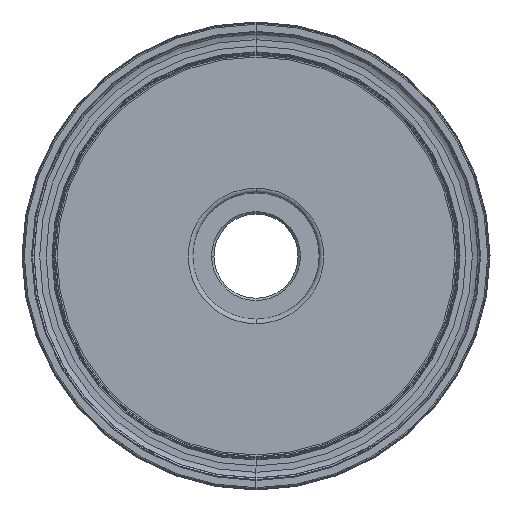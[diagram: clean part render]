
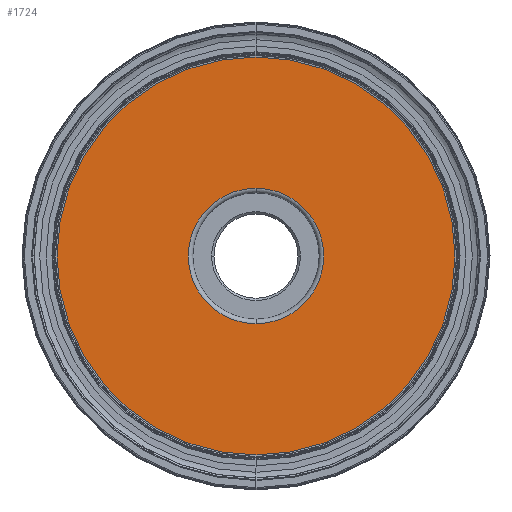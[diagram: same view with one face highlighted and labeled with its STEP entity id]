
A CAD part, top view. The second image highlights one B-rep face of the part: STEP entity #1724.
In plain terms, the highlighted planar face has unit normal (0, 0, 1).
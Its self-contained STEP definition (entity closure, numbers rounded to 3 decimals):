
#606=CARTESIAN_POINT('',(0.,0.,48.201));
#607=DIRECTION('',(0.,0.,-1.));
#608=DIRECTION('',(0.,1.,0.));
#609=AXIS2_PLACEMENT_3D('',#606,#607,#608);
#611=CARTESIAN_POINT('',(0.,0.,48.201));
#612=DIRECTION('',(0.,0.,-1.));
#613=DIRECTION('',(0.,-1.,0.));
#614=AXIS2_PLACEMENT_3D('',#611,#612,#613);
#616=CARTESIAN_POINT('',(0.,0.,48.201));
#617=DIRECTION('',(0.,0.,-1.));
#618=DIRECTION('',(0.,-1.,0.));
#619=AXIS2_PLACEMENT_3D('',#616,#617,#618);
#621=CARTESIAN_POINT('',(0.,0.,48.201));
#622=DIRECTION('',(0.,0.,-1.));
#623=DIRECTION('',(0.,1.,0.));
#624=AXIS2_PLACEMENT_3D('',#621,#622,#623);
#811=CARTESIAN_POINT('',(0.,42.55,48.201));
#812=CARTESIAN_POINT('',(0.,-42.55,
48.201));
#813=VERTEX_POINT('',#811);
#814=VERTEX_POINT('',#812);
#935=CARTESIAN_POINT('',(0.,-14.5,48.201));
#936=CARTESIAN_POINT('',(0.,14.5,48.201));
#937=VERTEX_POINT('',#935);
#938=VERTEX_POINT('',#936);
#1708=CARTESIAN_POINT('',(0.,0.,48.201));
#1709=DIRECTION('',(0.,0.,-1.));
#1710=DIRECTION('',(0.,-1.,0.));
#1711=AXIS2_PLACEMENT_3D('',#1708,#1709,#1710);
#1712=PLANE('',#1711);
#1714=ORIENTED_EDGE('',*,*,#1713,.T.);
#1716=ORIENTED_EDGE('',*,*,#1715,.T.);
#1717=EDGE_LOOP('',(#1714,#1716));
#1718=FACE_OUTER_BOUND('',#1717,.F.);
#1720=ORIENTED_EDGE('',*,*,#1719,.F.);
#1721=ORIENTED_EDGE('',*,*,#1698,.F.);
#1722=EDGE_LOOP('',(#1720,#1721));
#1723=FACE_BOUND('',#1722,.F.);
#1724=ADVANCED_FACE('',(#1718,#1723),#1712,.F.);
#610=CIRCLE('',#609,42.55);
#615=CIRCLE('',#614,42.55);
#620=CIRCLE('',#619,14.5);
#625=CIRCLE('',#624,14.5);
#1698=EDGE_CURVE('',#938,#937,#625,.T.);
#1713=EDGE_CURVE('',#813,#814,#610,.T.);
#1715=EDGE_CURVE('',#814,#813,#615,.T.);
#1719=EDGE_CURVE('',#937,#938,#620,.T.);
